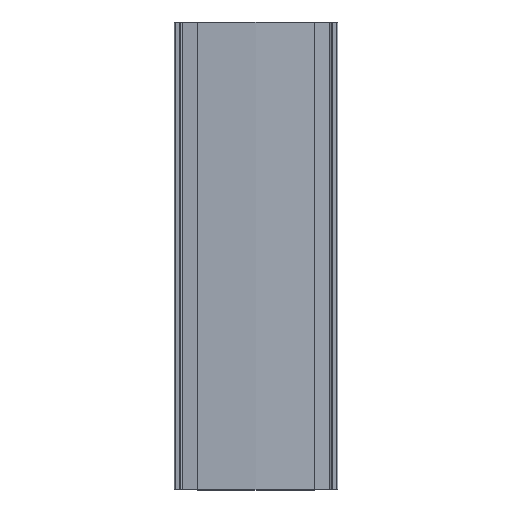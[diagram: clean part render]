
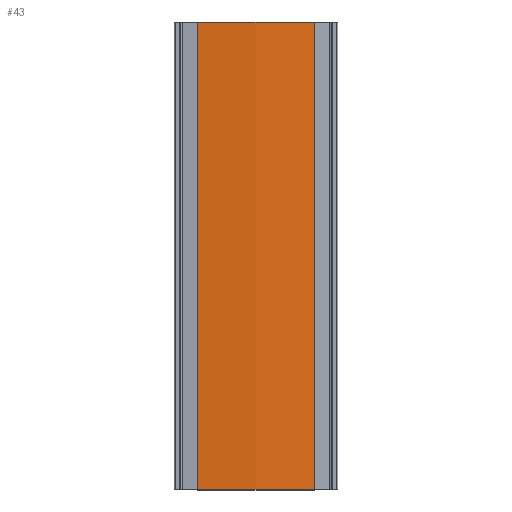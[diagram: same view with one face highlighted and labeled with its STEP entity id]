
A CAD part, top view. The second image highlights one B-rep face of the part: STEP entity #43.
In plain terms, the highlighted cylindrical face has radius 397.51 mm (diameter 795.02 mm), a partial arc.
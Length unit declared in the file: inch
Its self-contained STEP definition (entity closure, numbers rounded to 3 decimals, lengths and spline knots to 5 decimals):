
#43=ADVANCED_FACE('',(#71),#428,.T.);
#71=FACE_OUTER_BOUND('',#99,.T.);
#99=EDGE_LOOP('',(#222,#223,#224,#225));
#222=ORIENTED_EDGE('',*,*,#298,.T.);
#223=ORIENTED_EDGE('',*,*,#291,.T.);
#224=ORIENTED_EDGE('',*,*,#299,.F.);
#225=ORIENTED_EDGE('',*,*,#296,.F.);
#291=EDGE_CURVE('',#414,#417,#369,.T.);
#296=EDGE_CURVE('',#420,#421,#374,.T.);
#298=EDGE_CURVE('',#420,#414,#376,.T.);
#299=EDGE_CURVE('',#421,#417,#377,.T.);
#369=B_SPLINE_CURVE_WITH_KNOTS('',1,(#837,#838),.UNSPECIFIED.,.F.,.F.,(2,
2),(0.,10.),.UNSPECIFIED.);
#374=B_SPLINE_CURVE_WITH_KNOTS('',1,(#847,#848),.UNSPECIFIED.,.F.,.F.,(2,
2),(0.,10.),.UNSPECIFIED.);
#376=B_SPLINE_CURVE_WITH_KNOTS('',3,(#851,#852,#853,#854,#855),
 .UNSPECIFIED.,.F.,.F.,(4,1,4),(-126.09596,-66.04798,-6.),
 .UNSPECIFIED.);
#377=B_SPLINE_CURVE_WITH_KNOTS('',3,(#856,#857,#858,#859,#860),
 .UNSPECIFIED.,.F.,.F.,(4,1,4),(-126.09596,-66.04798,-6.),
 .UNSPECIFIED.);
#414=VERTEX_POINT('',#823);
#417=VERTEX_POINT('',#826);
#420=VERTEX_POINT('',#829);
#421=VERTEX_POINT('',#830);
#428=CYLINDRICAL_SURFACE('',#578,15.65);
#578=AXIS2_PLACEMENT_3D('',#820,#633,$);
#633=DIRECTION('',(0.,1.,0.));
#820=CARTESIAN_POINT('',(1.25,5.,-15.6));
#823=CARTESIAN_POINT('',(2.5,0.,0.));
#826=CARTESIAN_POINT('',(2.5,10.,0.));
#829=CARTESIAN_POINT('',(0.,0.,0.));
#830=CARTESIAN_POINT('',(0.,10.,0.));
#837=CARTESIAN_POINT('',(2.5,0.,0.));
#838=CARTESIAN_POINT('',(2.5,10.,0.));
#847=CARTESIAN_POINT('',(0.,0.,0.));
#848=CARTESIAN_POINT('',(0.,10.,0.));
#851=CARTESIAN_POINT('',(0.,0.,0.));
#852=CARTESIAN_POINT('',(0.41567,0.,0.03325));
#853=CARTESIAN_POINT('',(1.25,0.,0.06675));
#854=CARTESIAN_POINT('',(2.08433,0.,0.03325));
#855=CARTESIAN_POINT('',(2.5,0.,0.));
#856=CARTESIAN_POINT('',(0.,10.,0.));
#857=CARTESIAN_POINT('',(0.41567,10.,0.03325));
#858=CARTESIAN_POINT('',(1.25,10.,0.06675));
#859=CARTESIAN_POINT('',(2.08433,10.,0.03325));
#860=CARTESIAN_POINT('',(2.5,10.,0.));
